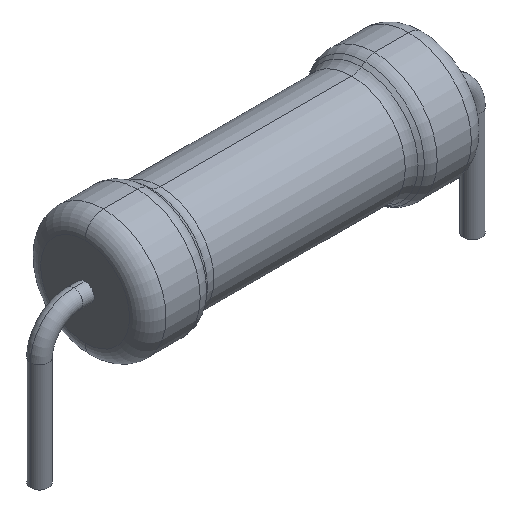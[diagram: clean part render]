
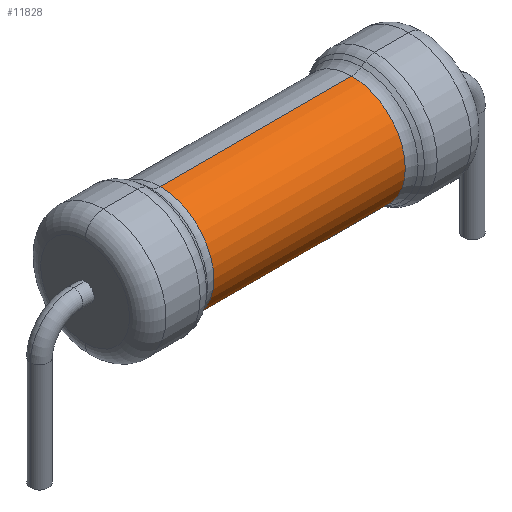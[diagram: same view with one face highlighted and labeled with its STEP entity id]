
A CAD part, isometric view. The second image highlights one B-rep face of the part: STEP entity #11828.
In plain terms, the highlighted cylindrical face has radius 2.35 mm (diameter 4.7 mm), a partial arc.
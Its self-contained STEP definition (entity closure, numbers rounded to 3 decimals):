
#12 = ORIENTED_EDGE ( 'NONE', *, *, #11843, .T. ) ;
#34 = CARTESIAN_POINT ( 'NONE',  ( -7.5, 0., 0.15 ) ) ;
#96 = CARTESIAN_POINT ( 'NONE',  ( -4.2, 0., 4.85 ) ) ;
#457 = EDGE_LOOP ( 'NONE', ( #6762, #3134, #12, #8109 ) ) ;
#896 = EDGE_CURVE ( 'NONE', #4440, #1906, #11654, .T. ) ;
#1113 = CARTESIAN_POINT ( 'NONE',  ( -7.5, 0., 4.85 ) ) ;
#1906 = VERTEX_POINT ( 'NONE', #4402 ) ;
#2885 = VERTEX_POINT ( 'NONE', #96 ) ;
#2889 = EDGE_CURVE ( 'NONE', #4440, #10174, #9645, .T. ) ;
#3080 = CYLINDRICAL_SURFACE ( 'NONE', #9398, 2.35 ) ;
#3134 = ORIENTED_EDGE ( 'NONE', *, *, #896, .T. ) ;
#3344 = CARTESIAN_POINT ( 'NONE',  ( -7.5, 0., 2.5 ) ) ;
#4214 = DIRECTION ( 'NONE',  ( -1., 0., 0. ) ) ;
#4360 = CARTESIAN_POINT ( 'NONE',  ( -4.2, 0., 2.5 ) ) ;
#4402 = CARTESIAN_POINT ( 'NONE',  ( 4.2, 0., 4.85 ) ) ;
#4440 = VERTEX_POINT ( 'NONE', #9478 ) ;
#4666 = CIRCLE ( 'NONE', #12454, 2.35 ) ;
#4804 = VECTOR ( 'NONE', #13021, 1000. ) ;
#5484 = DIRECTION ( 'NONE',  ( 0., 0., 1. ) ) ;
#5658 = AXIS2_PLACEMENT_3D ( 'NONE', #7764, #7640, #12013 ) ;
#6762 = ORIENTED_EDGE ( 'NONE', *, *, #2889, .F. ) ;
#6927 = VECTOR ( 'NONE', #11677, 1000. ) ;
#7306 = DIRECTION ( 'NONE',  ( 0., 0., 1. ) ) ;
#7640 = DIRECTION ( 'NONE',  ( -1., 0., 0. ) ) ;
#7764 = CARTESIAN_POINT ( 'NONE',  ( 4.2, 0., 2.5 ) ) ;
#8109 = ORIENTED_EDGE ( 'NONE', *, *, #8608, .F. ) ;
#8608 = EDGE_CURVE ( 'NONE', #10174, #2885, #4666, .T. ) ;
#8616 = DIRECTION ( 'NONE',  ( -1., 0., 0. ) ) ;
#9398 = AXIS2_PLACEMENT_3D ( 'NONE', #3344, #4214, #5484 ) ;
#9478 = CARTESIAN_POINT ( 'NONE',  ( 4.2, 0., 0.15 ) ) ;
#9645 = LINE ( 'NONE', #34, #4804 ) ;
#10174 = VERTEX_POINT ( 'NONE', #10384 ) ;
#10384 = CARTESIAN_POINT ( 'NONE',  ( -4.2, 0., 0.15 ) ) ;
#11654 = CIRCLE ( 'NONE', #5658, 2.35 ) ;
#11677 = DIRECTION ( 'NONE',  ( -1., 0., 0. ) ) ;
#11828 = ADVANCED_FACE ( 'NONE', ( #12644 ), #3080, .T. ) ;
#11843 = EDGE_CURVE ( 'NONE', #1906, #2885, #11869, .T. ) ;
#11869 = LINE ( 'NONE', #1113, #6927 ) ;
#12013 = DIRECTION ( 'NONE',  ( 0., 0., 1. ) ) ;
#12454 = AXIS2_PLACEMENT_3D ( 'NONE', #4360, #8616, #7306 ) ;
#12644 = FACE_OUTER_BOUND ( 'NONE', #457, .T. ) ;
#13021 = DIRECTION ( 'NONE',  ( -1., 0., 0. ) ) ;
